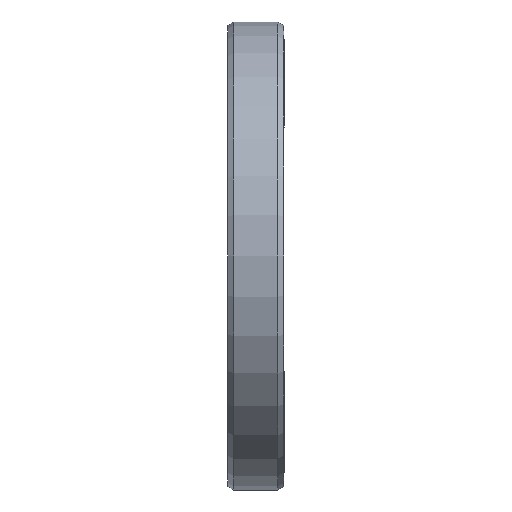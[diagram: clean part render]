
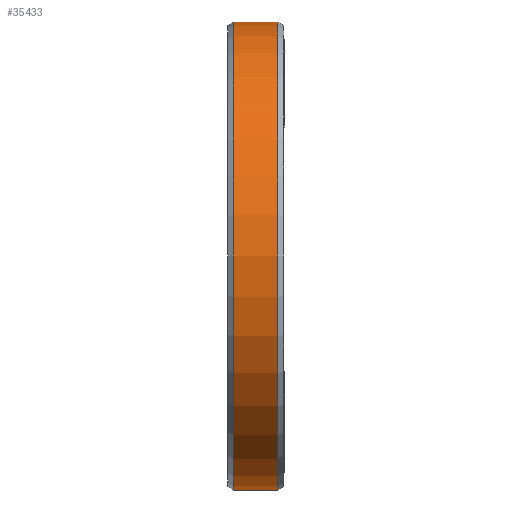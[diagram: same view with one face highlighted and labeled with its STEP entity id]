
A CAD part, left-side view. The second image highlights one B-rep face of the part: STEP entity #35433.
In plain terms, the highlighted cylindrical face has radius 40 mm (diameter 80 mm), a partial arc.
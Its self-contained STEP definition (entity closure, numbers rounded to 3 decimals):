
#34743=DIRECTION('',(0.,1.,0.));
#34744=VECTOR('',#34743,7.53);
#34745=CARTESIAN_POINT('',(0.,-3.765,-40.));
#34746=LINE('',#34745,#34744);
#34750=DIRECTION('',(0.,1.,0.));
#34751=VECTOR('',#34750,7.53);
#34752=CARTESIAN_POINT('',(0.,-3.765,40.));
#34753=LINE('',#34752,#34751);
#34757=CARTESIAN_POINT('',(0.,-3.765,0.));
#34758=DIRECTION('',(0.,1.,0.));
#34759=DIRECTION('',(0.,0.,-1.));
#34760=AXIS2_PLACEMENT_3D('',#34757,#34758,#34759);
#34795=CARTESIAN_POINT('',(0.,3.765,0.));
#34796=DIRECTION('',(0.,1.,0.));
#34797=DIRECTION('',(0.,0.,-1.));
#34798=AXIS2_PLACEMENT_3D('',#34795,#34796,#34797);
#34828=CARTESIAN_POINT('',(0.,-3.765,-40.));
#34830=VERTEX_POINT('',#34828);
#34831=CARTESIAN_POINT('',(0.,3.765,-40.));
#34832=VERTEX_POINT('',#34831);
#34860=CARTESIAN_POINT('',(0.,-3.765,40.));
#34862=VERTEX_POINT('',#34860);
#34863=CARTESIAN_POINT('',(0.,3.765,40.));
#34864=VERTEX_POINT('',#34863);
#35419=CARTESIAN_POINT('',(0.,37.796,0.));
#35420=DIRECTION('',(0.,-1.,0.));
#35421=DIRECTION('',(0.,0.,1.));
#35422=AXIS2_PLACEMENT_3D('',#35419,#35420,#35421);
#35423=CYLINDRICAL_SURFACE('',#35422,40.);
#35425=ORIENTED_EDGE('',*,*,#35424,.T.);
#35427=ORIENTED_EDGE('',*,*,#35426,.T.);
#35429=ORIENTED_EDGE('',*,*,#35428,.F.);
#35430=ORIENTED_EDGE('',*,*,#35405,.F.);
#35431=EDGE_LOOP('',(#35425,#35427,#35429,#35430));
#35432=FACE_OUTER_BOUND('',#35431,.F.);
#34761=CIRCLE('',#34760,40.);
#34799=CIRCLE('',#34798,40.);
#35405=EDGE_CURVE('',#34830,#34862,#34761,.T.);
#35424=EDGE_CURVE('',#34830,#34832,#34746,.T.);
#35426=EDGE_CURVE('',#34832,#34864,#34799,.T.);
#35428=EDGE_CURVE('',#34862,#34864,#34753,.T.);
#35433=ADVANCED_FACE('',(#35432),#35423,.T.);
